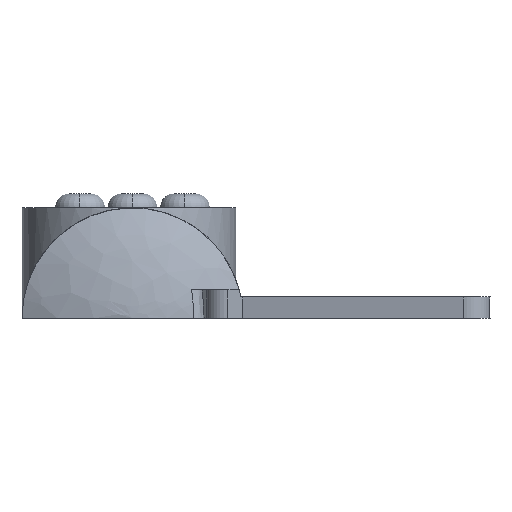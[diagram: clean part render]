
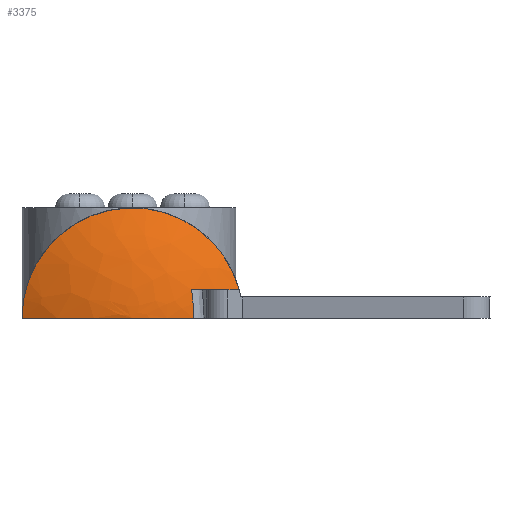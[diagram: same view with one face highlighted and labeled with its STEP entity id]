
A CAD part, left-side view. The second image highlights one B-rep face of the part: STEP entity #3375.
In plain terms, the highlighted free-form (B-spline) face has degree [2, 3] with [3, 4] control points.
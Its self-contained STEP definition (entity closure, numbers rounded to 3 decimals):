
#69 = CARTESIAN_POINT ( 'NONE',  ( -2.585, 7.194, 19.5 ) ) ;
#90 = CARTESIAN_POINT ( 'NONE',  ( -3.843, 23.771, 32.043 ) ) ;
#235 = CARTESIAN_POINT ( 'NONE',  ( -2.585, 7.194, 19.5 ) ) ;
#254 = B_SPLINE_CURVE_WITH_KNOTS ( 'NONE', 3,
 ( #463, #2511, #3119, #1662 ),
 .UNSPECIFIED., .F., .F.,
 ( 4, 4 ),
 ( 0., 0.004 ),
 .UNSPECIFIED. ) ;
#259 = EDGE_CURVE ( 'NONE', #3550, #541, #254, .T. ) ;
#382 = CARTESIAN_POINT ( 'NONE',  ( -3.843, 7.229, 15.5 ) ) ;
#463 = CARTESIAN_POINT ( 'NONE',  ( -2.768, 6.918, 15.5 ) ) ;
#486 = CARTESIAN_POINT ( 'NONE',  ( 0., 31., 15.5 ) ) ;
#498 = CARTESIAN_POINT ( 'NONE',  ( 0., 0.525, 19.5 ) ) ;
#512 = CARTESIAN_POINT ( 'NONE',  ( -3.843, 23.771, 15.5 ) ) ;
#541 = VERTEX_POINT ( 'NONE', #69 ) ;
#681 = CARTESIAN_POINT ( 'NONE',  ( -4., 15.5, 15.5 ) ) ;
#754 = AXIS2_PLACEMENT_3D ( 'NONE', #3439, #2561, #3463 ) ;
#773 = B_SPLINE_CURVE_WITH_KNOTS ( 'NONE', 2,
 ( #486, #512, #1354 ),
 .UNSPECIFIED., .F., .F.,
 ( 3, 3 ),
 ( 0., 1. ),
 .UNSPECIFIED. ) ;
#964 = CARTESIAN_POINT ( 'NONE',  ( 0., 0., 15.5 ) ) ;
#1005 = CARTESIAN_POINT ( 'NONE',  ( 0., 31., 15.5 ) ) ;
#1030 = CARTESIAN_POINT ( 'NONE',  ( -2.768, 6.918, 15.5 ) ) ;
#1232 = ORIENTED_EDGE ( 'NONE', *, *, #1702, .F. ) ;
#1268 = VERTEX_POINT ( 'NONE', #2713 ) ;
#1298 = CARTESIAN_POINT ( 'NONE',  ( -2.768, 6.918, 15.5 ) ) ;
#1354 = CARTESIAN_POINT ( 'NONE',  ( -4., 15.5, 15.5 ) ) ;
#1440 = CARTESIAN_POINT ( 'NONE',  ( -2.275, 6.039, 19.5 ) ) ;
#1500 = ORIENTED_EDGE ( 'NONE', *, *, #259, .T. ) ;
#1533 = EDGE_CURVE ( 'NONE', #541, #2357, #3519, .T. ) ;
#1572 = CARTESIAN_POINT ( 'NONE',  ( -4., 15.5, 15.5 ) ) ;
#1633 = ORIENTED_EDGE ( 'NONE', *, *, #1689, .T. ) ;
#1662 = CARTESIAN_POINT ( 'NONE',  ( -2.585, 7.194, 19.5 ) ) ;
#1689 = EDGE_CURVE ( 'NONE', #1268, #3652, #773, .T. ) ;
#1702 = EDGE_CURVE ( 'NONE', #1268, #2357, #3818, .T. ) ;
#1712 = CARTESIAN_POINT ( 'NONE',  ( -0.546, 1.588, 19.5 ) ) ;
#1812 = ORIENTED_EDGE ( 'NONE', *, *, #2145, .F. ) ;
#1837 = CARTESIAN_POINT ( 'NONE',  ( -3.916, 11.059, 15.5 ) ) ;
#2131 = CARTESIAN_POINT ( 'NONE',  ( 0., 31., 46.5 ) ) ;
#2145 = EDGE_CURVE ( 'NONE', #3550, #3652, #3632, .T. ) ;
#2297 = CARTESIAN_POINT ( 'NONE',  ( -1.037, 2.676, 19.5 ) ) ;
#2357 = VERTEX_POINT ( 'NONE', #498 ) ;
#2424 = CARTESIAN_POINT ( 'NONE',  ( -4., 15.5, 15.5 ) ) ;
#2436 = CARTESIAN_POINT ( 'NONE',  ( -3.843, 7.229, 32.043 ) ) ;
#2511 = CARTESIAN_POINT ( 'NONE',  ( -2.768, 6.918, 16.84 ) ) ;
#2561 = DIRECTION ( 'NONE',  ( 1., 0., 0. ) ) ;
#2607 =( BOUNDED_SURFACE ( )  B_SPLINE_SURFACE ( 2, 3, ( 
 ( #1005, #2131, #3649, #964 ),
 ( #2722, #90, #2436, #382 ),
 ( #681, #3336, #1572, #2424 ) ),
 .UNSPECIFIED., .F., .F., .F. ) 
 B_SPLINE_SURFACE_WITH_KNOTS ( ( 3, 3 ),
 ( 4, 4 ),
 ( 0., 1. ),
 ( 0., 1. ),
 .UNSPECIFIED. ) 
 GEOMETRIC_REPRESENTATION_ITEM ( )  RATIONAL_B_SPLINE_SURFACE ( (
 ( 1., 0.333, 0.333, 1.),
 ( 1., 0.333, 0.333, 1.),
 ( 1., 0.333, 0.333, 1.) ) ) 
 REPRESENTATION_ITEM ( '' )  SURFACE ( )  );
#2713 = CARTESIAN_POINT ( 'NONE',  ( 0., 31., 15.5 ) ) ;
#2722 = CARTESIAN_POINT ( 'NONE',  ( -3.843, 23.771, 15.5 ) ) ;
#2784 = FACE_OUTER_BOUND ( 'NONE', #3280, .T. ) ;
#2843 = ORIENTED_EDGE ( 'NONE', *, *, #1533, .T. ) ;
#3041 = CARTESIAN_POINT ( 'NONE',  ( -4., 15.5, 15.5 ) ) ;
#3119 = CARTESIAN_POINT ( 'NONE',  ( -2.707, 7.01, 18.178 ) ) ;
#3280 = EDGE_LOOP ( 'NONE', ( #1812, #1500, #2843, #1232, #1633 ) ) ;
#3336 = CARTESIAN_POINT ( 'NONE',  ( -4., 15.5, 15.5 ) ) ;
#3375 = ADVANCED_FACE ( 'NONE', ( #2784 ), #2607, .T. ) ;
#3439 = CARTESIAN_POINT ( 'NONE',  ( 0., 15.5, 15.5 ) ) ;
#3463 = DIRECTION ( 'NONE',  ( 0., 0., -1. ) ) ;
#3476 = CARTESIAN_POINT ( 'NONE',  ( -1.901, 4.902, 19.5 ) ) ;
#3493 = CARTESIAN_POINT ( 'NONE',  ( 0., 0.525, 19.5 ) ) ;
#3519 = B_SPLINE_CURVE_WITH_KNOTS ( 'NONE', 3,
 ( #235, #1440, #3476, #2297, #1712, #3493 ),
 .UNSPECIFIED., .F., .F.,
 ( 4, 2, 4 ),
 ( -0.003, 0.001, 0.004 ),
 .UNSPECIFIED. ) ;
#3550 = VERTEX_POINT ( 'NONE', #1030 ) ;
#3632 = B_SPLINE_CURVE_WITH_KNOTS ( 'NONE', 2,
 ( #1298, #1837, #3041 ),
 .UNSPECIFIED., .F., .F.,
 ( 3, 3 ),
 ( 0.463, 1. ),
 .UNSPECIFIED. ) ;
#3649 = CARTESIAN_POINT ( 'NONE',  ( 0., 0., 46.5 ) ) ;
#3652 = VERTEX_POINT ( 'NONE', #3741 ) ;
#3741 = CARTESIAN_POINT ( 'NONE',  ( -4., 15.5, 15.5 ) ) ;
#3818 = CIRCLE ( 'NONE', #754, 15.5 ) ;
